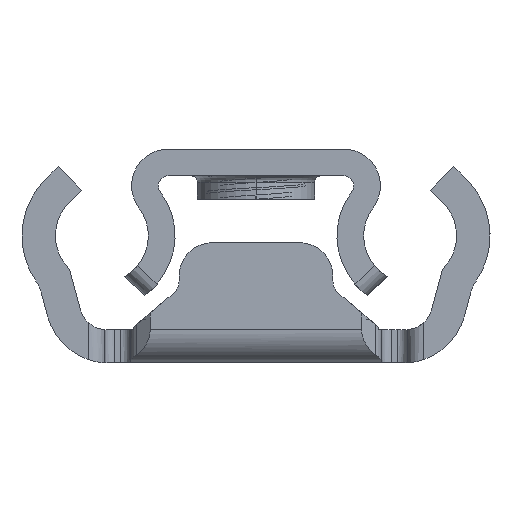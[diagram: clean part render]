
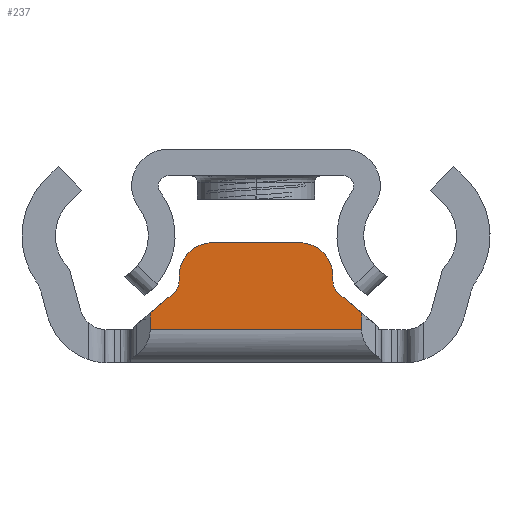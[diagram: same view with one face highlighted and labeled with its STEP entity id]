
A CAD part, left-side view. The second image highlights one B-rep face of the part: STEP entity #237.
In plain terms, the highlighted planar face has unit normal (-1, 0, 0).
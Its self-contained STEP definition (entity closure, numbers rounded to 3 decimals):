
#138 = EDGE_CURVE ( 'NONE', #2208, #2126, #4286, .T. ) ;
#237 = ADVANCED_FACE ( 'NONE', ( #3789 ), #7229, .F. ) ;
#268 = VERTEX_POINT ( 'NONE', #405 ) ;
#295 = VECTOR ( 'NONE', #7142, 1000. ) ;
#306 = ORIENTED_EDGE ( 'NONE', *, *, #688, .T. ) ;
#347 = VERTEX_POINT ( 'NONE', #4921 ) ;
#352 = VERTEX_POINT ( 'NONE', #3221 ) ;
#405 = CARTESIAN_POINT ( 'NONE',  ( 1.5, -2.3, 2.6 ) ) ;
#421 = LINE ( 'NONE', #459, #6315 ) ;
#446 = DIRECTION ( 'NONE',  ( 1., 0., 0. ) ) ;
#459 = CARTESIAN_POINT ( 'NONE',  ( 1.5, -1.3, 3.6 ) ) ;
#476 = DIRECTION ( 'NONE',  ( 0., 0., 1. ) ) ;
#581 = EDGE_CURVE ( 'NONE', #2126, #352, #5735, .T. ) ;
#680 = CARTESIAN_POINT ( 'NONE',  ( 1.5, -2.8, 2.458 ) ) ;
#688 = EDGE_CURVE ( 'NONE', #1528, #5416, #4311, .T. ) ;
#751 = DIRECTION ( 'NONE',  ( -1., 0., 0. ) ) ;
#759 = CARTESIAN_POINT ( 'NONE',  ( 1.5, 2.3, 2.6 ) ) ;
#810 = VECTOR ( 'NONE', #5908, 1000. ) ;
#811 = CARTESIAN_POINT ( 'NONE',  ( 1.5, -2.3, 2.6 ) ) ;
#1009 = DIRECTION ( 'NONE',  ( 0., -1., 0. ) ) ;
#1055 = DIRECTION ( 'NONE',  ( 0., 1., 0. ) ) ;
#1082 = EDGE_CURVE ( 'NONE', #6926, #268, #3118, .T. ) ;
#1199 = DIRECTION ( 'NONE',  ( 0., 0.766, 0.643 ) ) ;
#1315 = CARTESIAN_POINT ( 'NONE',  ( 1.5, 2.3, 2.458 ) ) ;
#1364 = CARTESIAN_POINT ( 'NONE',  ( 1.5, 3.163, 5.877 ) ) ;
#1523 = CARTESIAN_POINT ( 'NONE',  ( 1.5, 3.163, -1. ) ) ;
#1528 = VERTEX_POINT ( 'NONE', #3031 ) ;
#1590 = DIRECTION ( 'NONE',  ( 0., 0., -1. ) ) ;
#1615 = VECTOR ( 'NONE', #3668, 1000. ) ;
#1695 = EDGE_CURVE ( 'NONE', #5416, #5397, #3873, .T. ) ;
#1738 = VERTEX_POINT ( 'NONE', #2238 ) ;
#1886 = VERTEX_POINT ( 'NONE', #5271 ) ;
#1922 = EDGE_CURVE ( 'NONE', #1886, #6122, #6983, .T. ) ;
#1940 = EDGE_CURVE ( 'NONE', #268, #1738, #6677, .T. ) ;
#1973 = VECTOR ( 'NONE', #6483, 1000. ) ;
#2034 = CARTESIAN_POINT ( 'NONE',  ( 1.5, 1.3, 2.6 ) ) ;
#2126 = VERTEX_POINT ( 'NONE', #1315 ) ;
#2184 = DIRECTION ( 'NONE',  ( 0., 0., -1. ) ) ;
#2197 = CARTESIAN_POINT ( 'NONE',  ( 1.5, 3.163, 1. ) ) ;
#2208 = VERTEX_POINT ( 'NONE', #759 ) ;
#2238 = CARTESIAN_POINT ( 'NONE',  ( 1.5, -1.3, 3.6 ) ) ;
#2414 = CIRCLE ( 'NONE', #2888, 1. ) ;
#2419 = CARTESIAN_POINT ( 'NONE',  ( 1.5, -1.3, 2.6 ) ) ;
#2448 = DIRECTION ( 'NONE',  ( 1., 0., 0. ) ) ;
#2464 = AXIS2_PLACEMENT_3D ( 'NONE', #1523, #446, #1590 ) ;
#2836 = EDGE_CURVE ( 'NONE', #347, #2208, #2414, .T. ) ;
#2888 = AXIS2_PLACEMENT_3D ( 'NONE', #2034, #3936, #476 ) ;
#2950 = DIRECTION ( 'NONE',  ( 0., 0., 1. ) ) ;
#3024 = DIRECTION ( 'NONE',  ( 0., 0., 1. ) ) ;
#3031 = CARTESIAN_POINT ( 'NONE',  ( 1.5, 3.163, 1.5 ) ) ;
#3093 = CARTESIAN_POINT ( 'NONE',  ( 1.5, 2.8, 2.458 ) ) ;
#3118 = LINE ( 'NONE', #811, #1973 ) ;
#3167 = AXIS2_PLACEMENT_3D ( 'NONE', #680, #7087, #2950 ) ;
#3221 = CARTESIAN_POINT ( 'NONE',  ( 1.5, 2.479, 2.075 ) ) ;
#3418 = VECTOR ( 'NONE', #2184, 1000. ) ;
#3463 = ORIENTED_EDGE ( 'NONE', *, *, #2836, .T. ) ;
#3587 = EDGE_CURVE ( 'NONE', #6122, #6926, #5707, .T. ) ;
#3591 = ORIENTED_EDGE ( 'NONE', *, *, #3587, .T. ) ;
#3652 = ORIENTED_EDGE ( 'NONE', *, *, #1695, .T. ) ;
#3668 = DIRECTION ( 'NONE',  ( 0., 0., -1. ) ) ;
#3789 = FACE_OUTER_BOUND ( 'NONE', #3904, .T. ) ;
#3809 = LINE ( 'NONE', #4372, #295 ) ;
#3873 = LINE ( 'NONE', #2197, #5966 ) ;
#3904 = EDGE_LOOP ( 'NONE', ( #306, #3652, #6091, #4509, #3591, #5067, #4249, #7215, #3463, #5383, #5309, #7309 ) ) ;
#3911 = EDGE_CURVE ( 'NONE', #1886, #5397, #6193, .T. ) ;
#3919 = VECTOR ( 'NONE', #1199, 1000. ) ;
#3936 = DIRECTION ( 'NONE',  ( -1., 0., 0. ) ) ;
#4048 = CARTESIAN_POINT ( 'NONE',  ( 1.5, 3.163, 1. ) ) ;
#4249 = ORIENTED_EDGE ( 'NONE', *, *, #1940, .T. ) ;
#4274 = DIRECTION ( 'NONE',  ( 0., 0., 1. ) ) ;
#4286 = LINE ( 'NONE', #6610, #810 ) ;
#4311 = LINE ( 'NONE', #1364, #1615 ) ;
#4372 = CARTESIAN_POINT ( 'NONE',  ( 1.5, 2.479, 2.075 ) ) ;
#4468 = CARTESIAN_POINT ( 'NONE',  ( 1.5, -2.3, 2.458 ) ) ;
#4509 = ORIENTED_EDGE ( 'NONE', *, *, #1922, .T. ) ;
#4789 = EDGE_CURVE ( 'NONE', #352, #1528, #3809, .T. ) ;
#4921 = CARTESIAN_POINT ( 'NONE',  ( 1.5, 1.3, 3.6 ) ) ;
#5067 = ORIENTED_EDGE ( 'NONE', *, *, #1082, .T. ) ;
#5271 = CARTESIAN_POINT ( 'NONE',  ( 1.5, -3.163, 1.5 ) ) ;
#5304 = CARTESIAN_POINT ( 'NONE',  ( 1.5, -2.479, 2.075 ) ) ;
#5309 = ORIENTED_EDGE ( 'NONE', *, *, #581, .T. ) ;
#5383 = ORIENTED_EDGE ( 'NONE', *, *, #138, .T. ) ;
#5397 = VERTEX_POINT ( 'NONE', #5703 ) ;
#5416 = VERTEX_POINT ( 'NONE', #4048 ) ;
#5482 = AXIS2_PLACEMENT_3D ( 'NONE', #2419, #751, #3024 ) ;
#5485 = CARTESIAN_POINT ( 'NONE',  ( 1.5, -2.479, 2.075 ) ) ;
#5703 = CARTESIAN_POINT ( 'NONE',  ( 1.5, -3.163, 1. ) ) ;
#5707 = CIRCLE ( 'NONE', #3167, 0.5 ) ;
#5735 = CIRCLE ( 'NONE', #6333, 0.5 ) ;
#5783 = CARTESIAN_POINT ( 'NONE',  ( 1.5, -3.163, 5.877 ) ) ;
#5908 = DIRECTION ( 'NONE',  ( 0., 0., -1. ) ) ;
#5966 = VECTOR ( 'NONE', #1009, 1000. ) ;
#6091 = ORIENTED_EDGE ( 'NONE', *, *, #3911, .F. ) ;
#6122 = VERTEX_POINT ( 'NONE', #5485 ) ;
#6193 = LINE ( 'NONE', #5783, #3418 ) ;
#6315 = VECTOR ( 'NONE', #1055, 1000. ) ;
#6333 = AXIS2_PLACEMENT_3D ( 'NONE', #3093, #2448, #4274 ) ;
#6483 = DIRECTION ( 'NONE',  ( 0., 0., 1. ) ) ;
#6610 = CARTESIAN_POINT ( 'NONE',  ( 1.5, 2.3, 2.6 ) ) ;
#6677 = CIRCLE ( 'NONE', #5482, 1. ) ;
#6926 = VERTEX_POINT ( 'NONE', #4468 ) ;
#6983 = LINE ( 'NONE', #5304, #3919 ) ;
#7087 = DIRECTION ( 'NONE',  ( 1., 0., 0. ) ) ;
#7142 = DIRECTION ( 'NONE',  ( 0., 0.766, -0.643 ) ) ;
#7215 = ORIENTED_EDGE ( 'NONE', *, *, #7285, .T. ) ;
#7229 = PLANE ( 'NONE',  #2464 ) ;
#7285 = EDGE_CURVE ( 'NONE', #1738, #347, #421, .T. ) ;
#7309 = ORIENTED_EDGE ( 'NONE', *, *, #4789, .T. ) ;
